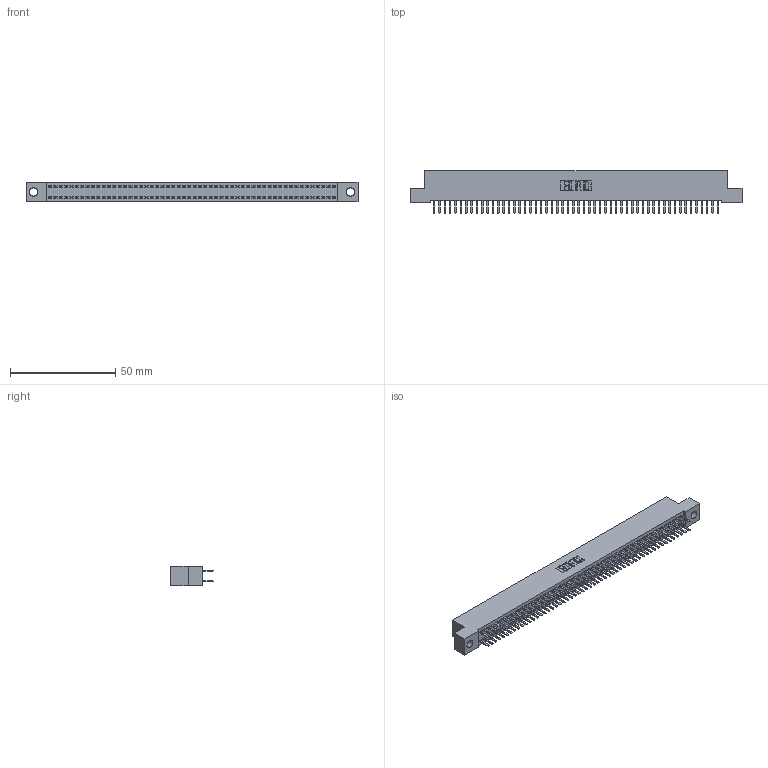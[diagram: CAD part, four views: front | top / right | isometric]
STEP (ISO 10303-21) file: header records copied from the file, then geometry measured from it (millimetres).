
FILE_DESCRIPTION (( 'STEP AP203' ), '1' );
FILE_NAME ('342-108-520-204.STEP', '2018-08-14T07:32:00', ( '' ), ( '' ), 'SwSTEP 2.0', 'SolidWorks 2016', '' );
FILE_SCHEMA (( 'CONFIG_CONTROL_DESIGN' ));
Length unit declared in the file: inch
Products named in the file (3): 342 Part_.156 TH; 345-292-001_345-293-120; 342-108-520-204
Assembly tree (109 placements, depth 2):
  342-108-520-204
    342 Part_.156 TH
    345-292-001_345-293-120  x108
Bounding box: 157.48 x 20.02 x 9.4 mm (x, y, z)
Volume: 14071.8 mm3; surface area: 22913.3 mm2
Topology: 109 solids, 109 shells, 6158 faces, 17903 edges, 11646 vertices
Faces by surface type: plane 4170, cylinder 1988
Entity records: 33173 total; most frequent: CARTESIAN_POINT 5494, ORIENTED_EDGE 5418, DIRECTION 4661, EDGE_CURVE 2709, LINE 2577, VECTOR 2577, VERTEX_POINT 1802, AXIS2_PLACEMENT_3D 1042
